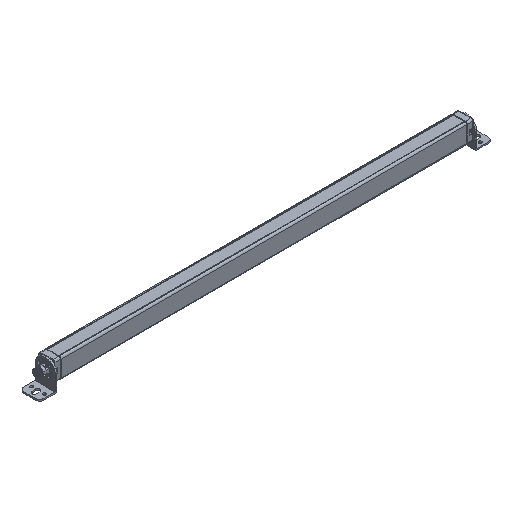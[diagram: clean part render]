
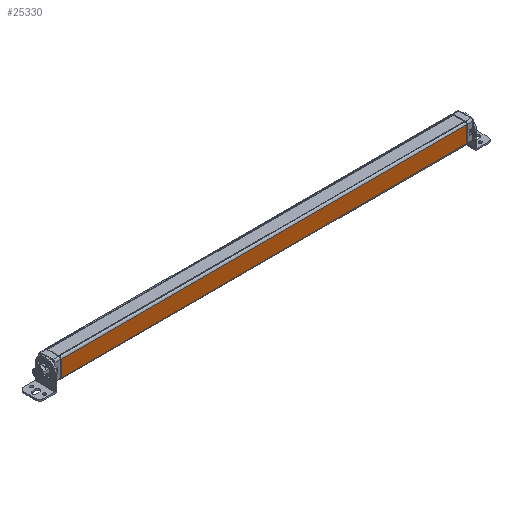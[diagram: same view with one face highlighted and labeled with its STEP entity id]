
A CAD part, isometric view. The second image highlights one B-rep face of the part: STEP entity #25330.
In plain terms, the highlighted planar face has unit normal (0, -1, 0).
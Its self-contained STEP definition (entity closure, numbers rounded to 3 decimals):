
#3595=DIRECTION('',(0.,0.,-1.));
#3596=VECTOR('',#3595,25.8);
#3597=CARTESIAN_POINT('',(-201.394,-20.215,20.117));
#3598=LINE('',#3597,#3596);
#3781=DIRECTION('',(0.,0.,-1.));
#3782=VECTOR('',#3781,25.8);
#3783=CARTESIAN_POINT('',(443.606,-20.215,20.117));
#3784=LINE('',#3783,#3782);
#8575=DIRECTION('',(-1.,0.,0.));
#8576=VECTOR('',#8575,645.);
#8577=CARTESIAN_POINT('',(443.606,-20.215,20.117));
#8578=LINE('',#8577,#8576);
#8579=DIRECTION('',(-1.,0.,0.));
#8580=VECTOR('',#8579,645.);
#8581=CARTESIAN_POINT('',(443.606,-20.215,-5.683));
#8582=LINE('',#8581,#8580);
#15206=CARTESIAN_POINT('',(-201.394,-20.215,20.117));
#15208=VERTEX_POINT('',#15206);
#15212=CARTESIAN_POINT('',(443.606,-20.215,20.117));
#15213=VERTEX_POINT('',#15212);
#15215=CARTESIAN_POINT('',(-201.394,-20.215,-5.683));
#15217=VERTEX_POINT('',#15215);
#15218=CARTESIAN_POINT('',(443.606,-20.215,-5.683));
#15219=VERTEX_POINT('',#15218);
#25318=CARTESIAN_POINT('',(-201.394,-20.215,23.117));
#25319=DIRECTION('',(0.,-1.,0.));
#25320=DIRECTION('',(0.,0.,-1.));
#25321=AXIS2_PLACEMENT_3D('',#25318,#25319,#25320);
#25322=PLANE('',#25321);
#25324=ORIENTED_EDGE('',*,*,#25323,.F.);
#25325=ORIENTED_EDGE('',*,*,#20367,.T.);
#25326=ORIENTED_EDGE('',*,*,#25311,.T.);
#25327=ORIENTED_EDGE('',*,*,#20203,.F.);
#25328=EDGE_LOOP('',(#25324,#25325,#25326,#25327));
#25329=FACE_OUTER_BOUND('',#25328,.F.);
#25330=ADVANCED_FACE('',(#25329),#25322,.T.);
#20203=EDGE_CURVE('',#15208,#15217,#3598,.T.);
#20367=EDGE_CURVE('',#15213,#15219,#3784,.T.);
#25311=EDGE_CURVE('',#15219,#15217,#8582,.T.);
#25323=EDGE_CURVE('',#15213,#15208,#8578,.T.);
